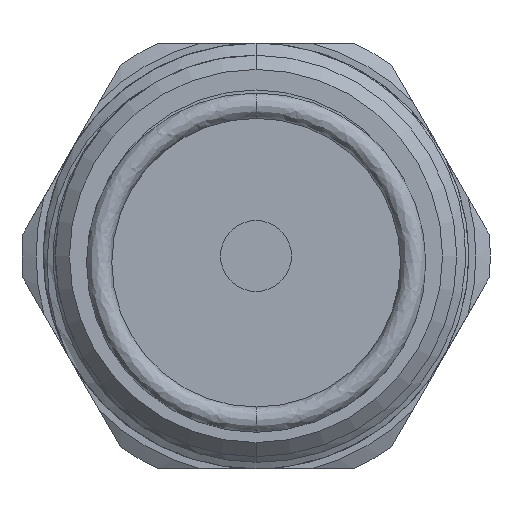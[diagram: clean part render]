
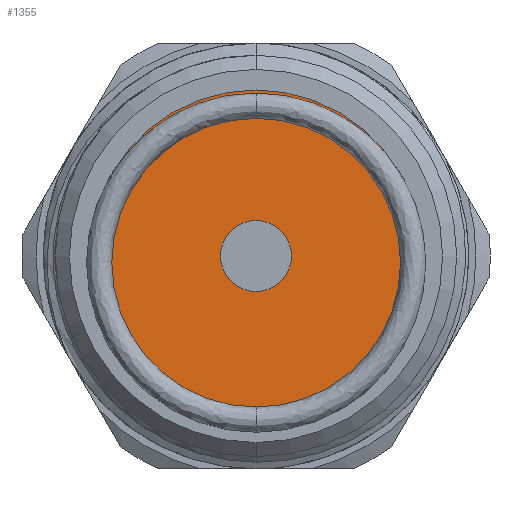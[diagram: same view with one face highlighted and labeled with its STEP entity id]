
A CAD part, front view. The second image highlights one B-rep face of the part: STEP entity #1355.
In plain terms, the highlighted planar face has unit normal (0, -1, 0).
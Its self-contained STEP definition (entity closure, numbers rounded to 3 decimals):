
#492 = DIRECTION ( 'NONE',  ( 0., 0., -1. ) ) ;
#553 = CARTESIAN_POINT ( 'NONE',  ( 0., 4.4, -2.5 ) ) ;
#559 = CARTESIAN_POINT ( 'NONE',  ( 0., 4.4, 0. ) ) ;
#569 = CARTESIAN_POINT ( 'NONE',  ( 0., 4.4, -11.7 ) ) ;
#902 = DIRECTION ( 'NONE',  ( 0., -1., 0. ) ) ;
#940 = DIRECTION ( 'NONE',  ( 0., 0., 1. ) ) ;
#1070 = DIRECTION ( 'NONE',  ( 0., 0., -1. ) ) ;
#1178 = EDGE_LOOP ( 'NONE', ( #3589, #4301 ) ) ;
#1255 = FACE_OUTER_BOUND ( 'NONE', #1259, .T. ) ;
#1259 = EDGE_LOOP ( 'NONE', ( #2623, #3369 ) ) ;
#1355 = ADVANCED_FACE ( 'NONE', ( #5163, #1255 ), #6063, .F. ) ;
#1955 = AXIS2_PLACEMENT_3D ( 'NONE', #559, #4141, #1070 ) ;
#2072 = EDGE_CURVE ( 'NONE', #4145, #5654, #2346, .T. ) ;
#2346 = CIRCLE ( 'NONE', #5593, 2.5 ) ;
#2623 = ORIENTED_EDGE ( 'NONE', *, *, #2902, .T. ) ;
#2823 = CIRCLE ( 'NONE', #3623, 11.7 ) ;
#2876 = CARTESIAN_POINT ( 'NONE',  ( 0., 4.4, 0. ) ) ;
#2902 = EDGE_CURVE ( 'NONE', #4877, #3104, #2823, .T. ) ;
#2951 = CARTESIAN_POINT ( 'NONE',  ( 0., 4.4, 2.5 ) ) ;
#3010 = CARTESIAN_POINT ( 'NONE',  ( 2.5, 4.4, 0. ) ) ;
#3104 = VERTEX_POINT ( 'NONE', #569 ) ;
#3369 = ORIENTED_EDGE ( 'NONE', *, *, #4719, .T. ) ;
#3392 = DIRECTION ( 'NONE',  ( 0., 0., -1. ) ) ;
#3529 = CARTESIAN_POINT ( 'NONE',  ( 0., 4.4, 11.7 ) ) ;
#3565 = DIRECTION ( 'NONE',  ( 0., -1., 0. ) ) ;
#3589 = ORIENTED_EDGE ( 'NONE', *, *, #2072, .F. ) ;
#3623 = AXIS2_PLACEMENT_3D ( 'NONE', #6615, #3565, #492 ) ;
#3797 = AXIS2_PLACEMENT_3D ( 'NONE', #3010, #5043, #940 ) ;
#3966 = CARTESIAN_POINT ( 'NONE',  ( 0., 4.4, 0. ) ) ;
#4068 = CIRCLE ( 'NONE', #1955, 2.5 ) ;
#4138 = CIRCLE ( 'NONE', #4698, 11.7 ) ;
#4141 = DIRECTION ( 'NONE',  ( 0., -1., 0. ) ) ;
#4145 = VERTEX_POINT ( 'NONE', #553 ) ;
#4301 = ORIENTED_EDGE ( 'NONE', *, *, #5371, .F. ) ;
#4478 = DIRECTION ( 'NONE',  ( 0., 0., -1. ) ) ;
#4698 = AXIS2_PLACEMENT_3D ( 'NONE', #3966, #902, #4478 ) ;
#4719 = EDGE_CURVE ( 'NONE', #3104, #4877, #4138, .T. ) ;
#4877 = VERTEX_POINT ( 'NONE', #3529 ) ;
#5043 = DIRECTION ( 'NONE',  ( 0., 1., 0. ) ) ;
#5163 = FACE_BOUND ( 'NONE', #1178, .T. ) ;
#5371 = EDGE_CURVE ( 'NONE', #5654, #4145, #4068, .T. ) ;
#5593 = AXIS2_PLACEMENT_3D ( 'NONE', #2876, #6437, #3392 ) ;
#5654 = VERTEX_POINT ( 'NONE', #2951 ) ;
#6063 = PLANE ( 'NONE',  #3797 ) ;
#6437 = DIRECTION ( 'NONE',  ( 0., -1., 0. ) ) ;
#6615 = CARTESIAN_POINT ( 'NONE',  ( 0., 4.4, 0. ) ) ;
